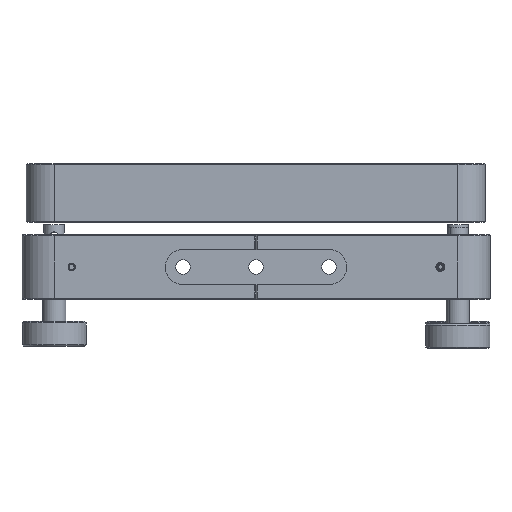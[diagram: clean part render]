
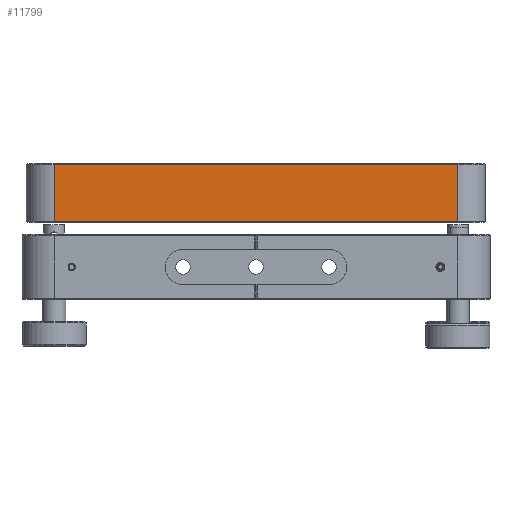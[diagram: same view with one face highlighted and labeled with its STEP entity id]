
A CAD part, front view. The second image highlights one B-rep face of the part: STEP entity #11799.
In plain terms, the highlighted planar face has unit normal (0, -1, 0).
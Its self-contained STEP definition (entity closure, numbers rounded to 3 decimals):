
#137 = DIRECTION ( 'NONE',  ( 0., 0., -1. ) ) ;
#2484 = CARTESIAN_POINT ( 'NONE',  ( -69., -78.5, 35.149 ) ) ;
#2509 = CARTESIAN_POINT ( 'NONE',  ( 69., -78.5, 35.399 ) ) ;
#2744 = EDGE_CURVE ( 'NONE', #8397, #6624, #10992, .T. ) ;
#4354 = EDGE_LOOP ( 'NONE', ( #8232, #7577, #17447, #9943 ) ) ;
#4635 = AXIS2_PLACEMENT_3D ( 'NONE', #11589, #13091, #17339 ) ;
#5838 = PLANE ( 'NONE',  #4635 ) ;
#5934 = FACE_OUTER_BOUND ( 'NONE', #4354, .T. ) ;
#6087 = CARTESIAN_POINT ( 'NONE',  ( -69., -78.5, 15.649 ) ) ;
#6176 = CARTESIAN_POINT ( 'NONE',  ( -69., -78.5, 35.399 ) ) ;
#6624 = VERTEX_POINT ( 'NONE', #2484 ) ;
#7121 = CARTESIAN_POINT ( 'NONE',  ( 69., -78.5, 35.149 ) ) ;
#7577 = ORIENTED_EDGE ( 'NONE', *, *, #13822, .T. ) ;
#8232 = ORIENTED_EDGE ( 'NONE', *, *, #8566, .T. ) ;
#8397 = VERTEX_POINT ( 'NONE', #7121 ) ;
#8566 = EDGE_CURVE ( 'NONE', #6624, #17769, #13335, .T. ) ;
#8972 = VECTOR ( 'NONE', #9305, 1000. ) ;
#9305 = DIRECTION ( 'NONE',  ( -1., 0., 0. ) ) ;
#9653 = LINE ( 'NONE', #12576, #17185 ) ;
#9943 = ORIENTED_EDGE ( 'NONE', *, *, #2744, .T. ) ;
#10992 = LINE ( 'NONE', #13724, #8972 ) ;
#11589 = CARTESIAN_POINT ( 'NONE',  ( -78.5, -78.5, 35.399 ) ) ;
#11799 = ADVANCED_FACE ( 'NONE', ( #5934 ), #5838, .F. ) ;
#12576 = CARTESIAN_POINT ( 'NONE',  ( -78.5, -78.5, 15.649 ) ) ;
#12866 = LINE ( 'NONE', #2509, #13570 ) ;
#13091 = DIRECTION ( 'NONE',  ( 0., 1., 0. ) ) ;
#13335 = LINE ( 'NONE', #6176, #18454 ) ;
#13570 = VECTOR ( 'NONE', #14194, 1000. ) ;
#13724 = CARTESIAN_POINT ( 'NONE',  ( -69., -78.5, 35.149 ) ) ;
#13822 = EDGE_CURVE ( 'NONE', #17769, #18122, #9653, .T. ) ;
#14194 = DIRECTION ( 'NONE',  ( 0., 0., 1. ) ) ;
#15407 = DIRECTION ( 'NONE',  ( 1., 0., 0. ) ) ;
#16196 = EDGE_CURVE ( 'NONE', #18122, #8397, #12866, .T. ) ;
#17185 = VECTOR ( 'NONE', #15407, 1000. ) ;
#17339 = DIRECTION ( 'NONE',  ( 0., 0., -1. ) ) ;
#17447 = ORIENTED_EDGE ( 'NONE', *, *, #16196, .T. ) ;
#17769 = VERTEX_POINT ( 'NONE', #6087 ) ;
#18122 = VERTEX_POINT ( 'NONE', #18612 ) ;
#18454 = VECTOR ( 'NONE', #137, 1000. ) ;
#18612 = CARTESIAN_POINT ( 'NONE',  ( 69., -78.5, 15.649 ) ) ;
